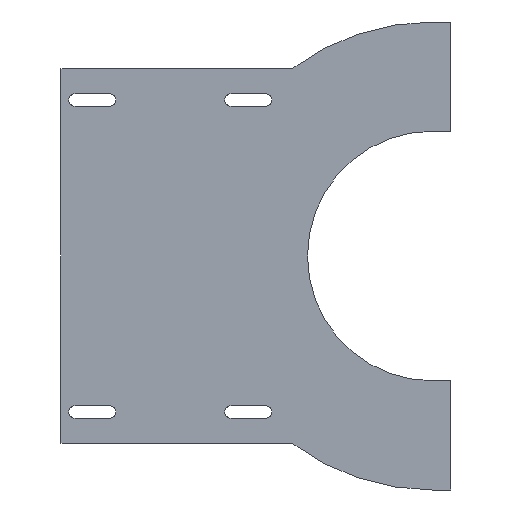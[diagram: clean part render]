
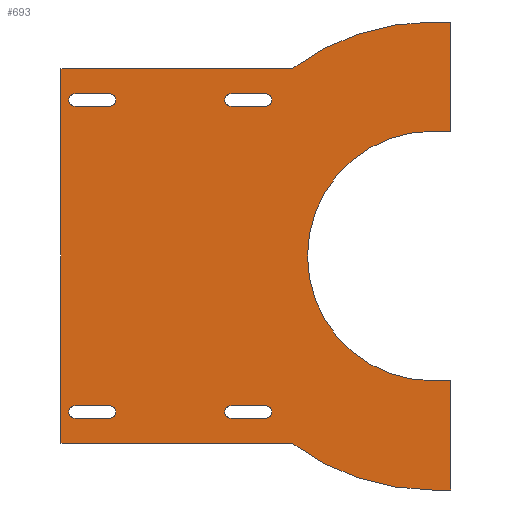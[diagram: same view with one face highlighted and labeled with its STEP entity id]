
A CAD part, left-side view. The second image highlights one B-rep face of the part: STEP entity #693.
In plain terms, the highlighted planar face has unit normal (-1, 0, 0).
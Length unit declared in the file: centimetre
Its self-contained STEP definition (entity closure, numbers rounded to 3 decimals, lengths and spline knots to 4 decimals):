
#210=VERTEX_POINT('',#2235);
#211=VERTEX_POINT('',#2237);
#213=VERTEX_POINT('',#2243);
#215=VERTEX_POINT('',#2249);
#218=VERTEX_POINT('',#2259);
#219=VERTEX_POINT('',#2261);
#221=VERTEX_POINT('',#2267);
#223=VERTEX_POINT('',#2273);
#226=VERTEX_POINT('',#2283);
#227=VERTEX_POINT('',#2285);
#229=VERTEX_POINT('',#2291);
#231=VERTEX_POINT('',#2297);
#234=VERTEX_POINT('',#2307);
#235=VERTEX_POINT('',#2309);
#237=VERTEX_POINT('',#2315);
#239=VERTEX_POINT('',#2321);
#252=VERTEX_POINT('',#2352);
#253=VERTEX_POINT('',#2353);
#254=VERTEX_POINT('',#2355);
#255=VERTEX_POINT('',#2357);
#256=VERTEX_POINT('',#2359);
#257=VERTEX_POINT('',#2361);
#258=VERTEX_POINT('',#2363);
#259=VERTEX_POINT('',#2365);
#260=VERTEX_POINT('',#2367);
#261=VERTEX_POINT('',#2369);
#262=VERTEX_POINT('',#2370);
#263=VERTEX_POINT('',#2372);
#278=EDGE_CURVE('',#211,#210,#769,.T.);
#281=EDGE_CURVE('',#213,#211,#1221,.T.);
#284=EDGE_CURVE('',#215,#213,#771,.T.);
#287=EDGE_CURVE('',#210,#215,#1225,.T.);
#290=EDGE_CURVE('',#219,#218,#773,.T.);
#293=EDGE_CURVE('',#221,#219,#1229,.T.);
#296=EDGE_CURVE('',#223,#221,#775,.T.);
#299=EDGE_CURVE('',#218,#223,#1233,.T.);
#302=EDGE_CURVE('',#227,#226,#777,.T.);
#305=EDGE_CURVE('',#229,#227,#1237,.T.);
#308=EDGE_CURVE('',#231,#229,#779,.T.);
#311=EDGE_CURVE('',#226,#231,#1241,.T.);
#314=EDGE_CURVE('',#235,#234,#781,.T.);
#317=EDGE_CURVE('',#237,#235,#1245,.T.);
#320=EDGE_CURVE('',#239,#237,#783,.T.);
#323=EDGE_CURVE('',#234,#239,#1249,.T.);
#336=EDGE_CURVE('',#252,#253,#1258,.T.);
#337=EDGE_CURVE('',#253,#254,#1259,.T.);
#338=EDGE_CURVE('',#254,#255,#1260,.T.);
#339=EDGE_CURVE('',#255,#256,#787,.T.);
#340=EDGE_CURVE('',#256,#257,#1261,.T.);
#341=EDGE_CURVE('',#258,#257,#1262,.T.);
#342=EDGE_CURVE('',#258,#259,#1263,.T.);
#343=EDGE_CURVE('',#259,#260,#788,.T.);
#344=EDGE_CURVE('',#261,#260,#1264,.T.);
#345=EDGE_CURVE('',#261,#262,#1259,.T.);
#346=EDGE_CURVE('',#262,#263,#1265,.T.);
#347=EDGE_CURVE('',#263,#252,#789,.T.);
#468=ORIENTED_EDGE('',*,*,#336,.T.);
#469=ORIENTED_EDGE('',*,*,#337,.T.);
#470=ORIENTED_EDGE('',*,*,#338,.T.);
#471=ORIENTED_EDGE('',*,*,#339,.T.);
#472=ORIENTED_EDGE('',*,*,#340,.T.);
#473=ORIENTED_EDGE('',*,*,#341,.F.);
#474=ORIENTED_EDGE('',*,*,#342,.T.);
#475=ORIENTED_EDGE('',*,*,#343,.T.);
#476=ORIENTED_EDGE('',*,*,#344,.F.);
#477=ORIENTED_EDGE('',*,*,#345,.T.);
#478=ORIENTED_EDGE('',*,*,#346,.T.);
#479=ORIENTED_EDGE('',*,*,#347,.T.);
#480=ORIENTED_EDGE('',*,*,#320,.T.);
#481=ORIENTED_EDGE('',*,*,#317,.T.);
#482=ORIENTED_EDGE('',*,*,#314,.T.);
#483=ORIENTED_EDGE('',*,*,#323,.T.);
#484=ORIENTED_EDGE('',*,*,#308,.T.);
#485=ORIENTED_EDGE('',*,*,#305,.T.);
#486=ORIENTED_EDGE('',*,*,#302,.T.);
#487=ORIENTED_EDGE('',*,*,#311,.T.);
#488=ORIENTED_EDGE('',*,*,#296,.T.);
#489=ORIENTED_EDGE('',*,*,#293,.T.);
#490=ORIENTED_EDGE('',*,*,#290,.T.);
#491=ORIENTED_EDGE('',*,*,#299,.T.);
#492=ORIENTED_EDGE('',*,*,#284,.T.);
#493=ORIENTED_EDGE('',*,*,#281,.T.);
#494=ORIENTED_EDGE('',*,*,#278,.T.);
#495=ORIENTED_EDGE('',*,*,#287,.T.);
#597=EDGE_LOOP('',(#468,#469,#470,#471,#472,#473,#474,#475,#476,#477,#478,
#479));
#598=EDGE_LOOP('',(#480,#481,#482,#483));
#599=EDGE_LOOP('',(#484,#485,#486,#487));
#600=EDGE_LOOP('',(#488,#489,#490,#491));
#601=EDGE_LOOP('',(#492,#493,#494,#495));
#647=FACE_BOUND('',#597,.T.);
#648=FACE_BOUND('',#598,.T.);
#649=FACE_BOUND('',#599,.T.);
#650=FACE_BOUND('',#600,.T.);
#651=FACE_BOUND('',#601,.T.);
#693=ADVANCED_FACE('',(#647,#648,#649,#650,#651),#1899,.T.);
#769=CIRCLE('',#1673,0.2);
#771=CIRCLE('',#1677,0.2);
#773=CIRCLE('',#1681,0.2);
#775=CIRCLE('',#1685,0.2);
#777=CIRCLE('',#1689,0.2);
#779=CIRCLE('',#1693,0.2);
#781=CIRCLE('',#1697,0.2);
#783=CIRCLE('',#1701,0.2);
#787=CIRCLE('',#1708,7.5);
#788=CIRCLE('',#1709,7.5);
#789=CIRCLE('',#1710,4.);
#1221=LINE('',#2242,#1816);
#1225=LINE('',#2253,#1820);
#1229=LINE('',#2266,#1824);
#1233=LINE('',#2277,#1828);
#1237=LINE('',#2290,#1832);
#1241=LINE('',#2301,#1836);
#1245=LINE('',#2314,#1840);
#1249=LINE('',#2325,#1844);
#1258=LINE('',#2351,#1853);
#1259=LINE('',#2354,#1854);
#1260=LINE('',#2356,#1855);
#1261=LINE('',#2360,#1856);
#1262=LINE('',#2362,#1857);
#1263=LINE('',#2364,#1858);
#1264=LINE('',#2368,#1859);
#1265=LINE('',#2371,#1860);
#1673=AXIS2_PLACEMENT_3D('',#2236,#2526,#2527);
#1677=AXIS2_PLACEMENT_3D('',#2248,#2537,#2538);
#1681=AXIS2_PLACEMENT_3D('',#2260,#2548,#2549);
#1685=AXIS2_PLACEMENT_3D('',#2272,#2559,#2560);
#1689=AXIS2_PLACEMENT_3D('',#2284,#2570,#2571);
#1693=AXIS2_PLACEMENT_3D('',#2296,#2581,#2582);
#1697=AXIS2_PLACEMENT_3D('',#2308,#2592,#2593);
#1701=AXIS2_PLACEMENT_3D('',#2320,#2603,#2604);
#1707=AXIS2_PLACEMENT_3D('',#2350,#2624,$);
#1708=AXIS2_PLACEMENT_3D('',#2358,#2628,#2629);
#1709=AXIS2_PLACEMENT_3D('',#2366,#2633,#2634);
#1710=AXIS2_PLACEMENT_3D('',#2373,#2637,#2638);
#1816=VECTOR('',#2531,1.);
#1820=VECTOR('',#2542,1.);
#1824=VECTOR('',#2553,1.);
#1828=VECTOR('',#2564,1.);
#1832=VECTOR('',#2575,1.);
#1836=VECTOR('',#2586,1.);
#1840=VECTOR('',#2597,1.);
#1844=VECTOR('',#2608,1.);
#1853=VECTOR('',#2625,1.);
#1854=VECTOR('',#2626,1.);
#1855=VECTOR('',#2627,1.);
#1856=VECTOR('',#2630,1.);
#1857=VECTOR('',#2631,1.);
#1858=VECTOR('',#2632,1.);
#1859=VECTOR('',#2635,1.);
#1860=VECTOR('',#2636,1.);
#1899=PLANE('',#1707);
#2235=CARTESIAN_POINT('',(0.,10.95,-5.2));
#2236=CARTESIAN_POINT('',(0.,10.95,-5.));
#2237=CARTESIAN_POINT('',(0.,10.95,-4.8));
#2242=CARTESIAN_POINT('',(0.,8.875,-4.8));
#2243=CARTESIAN_POINT('',(0.,12.05,-4.8));
#2248=CARTESIAN_POINT('',(0.,12.05,-5.));
#2249=CARTESIAN_POINT('',(0.,12.05,-5.2));
#2253=CARTESIAN_POINT('',(0.,8.875,-5.2));
#2259=CARTESIAN_POINT('',(0.,5.95,4.8));
#2260=CARTESIAN_POINT('',(0.,5.95,5.));
#2261=CARTESIAN_POINT('',(0.,5.95,5.2));
#2266=CARTESIAN_POINT('',(0.,6.375,5.2));
#2267=CARTESIAN_POINT('',(0.,7.05,5.2));
#2272=CARTESIAN_POINT('',(0.,7.05,5.));
#2273=CARTESIAN_POINT('',(0.,7.05,4.8));
#2277=CARTESIAN_POINT('',(0.,6.375,4.8));
#2283=CARTESIAN_POINT('',(0.,10.95,4.8));
#2284=CARTESIAN_POINT('',(0.,10.95,5.));
#2285=CARTESIAN_POINT('',(0.,10.95,5.2));
#2290=CARTESIAN_POINT('',(0.,8.875,5.2));
#2291=CARTESIAN_POINT('',(0.,12.05,5.2));
#2296=CARTESIAN_POINT('',(0.,12.05,5.));
#2297=CARTESIAN_POINT('',(0.,12.05,4.8));
#2301=CARTESIAN_POINT('',(0.,8.875,4.8));
#2307=CARTESIAN_POINT('',(0.,5.95,-5.2));
#2308=CARTESIAN_POINT('',(0.,5.95,-5.));
#2309=CARTESIAN_POINT('',(0.,5.95,-4.8));
#2314=CARTESIAN_POINT('',(0.,6.375,-4.8));
#2315=CARTESIAN_POINT('',(0.,7.05,-4.8));
#2320=CARTESIAN_POINT('',(0.,7.05,-5.));
#2321=CARTESIAN_POINT('',(0.,7.05,-5.2));
#2325=CARTESIAN_POINT('',(0.,6.375,-5.2));
#2350=CARTESIAN_POINT('',(0.,6.25,-7.5));
#2351=CARTESIAN_POINT('',(0.,2.3341,4.));
#2352=CARTESIAN_POINT('',(0.,0.6,4.));
#2353=CARTESIAN_POINT('',(0.,0.,4.));
#2354=CARTESIAN_POINT('',(0.,0.,-7.5));
#2355=CARTESIAN_POINT('',(0.,0.,7.5));
#2356=CARTESIAN_POINT('',(0.,0.,7.5));
#2357=CARTESIAN_POINT('',(0.,0.6,7.5));
#2358=CARTESIAN_POINT('',(0.,0.6,0.));
#2359=CARTESIAN_POINT('',(0.,5.1,6.));
#2360=CARTESIAN_POINT('',(0.,7.7181,6.));
#2361=CARTESIAN_POINT('',(0.,12.5,6.));
#2362=CARTESIAN_POINT('',(0.,12.5,-7.5));
#2363=CARTESIAN_POINT('',(0.,12.5,-6.));
#2364=CARTESIAN_POINT('',(0.,7.7181,-6.));
#2365=CARTESIAN_POINT('',(0.,5.1,-6.));
#2366=CARTESIAN_POINT('',(0.,0.6,0.));
#2367=CARTESIAN_POINT('',(0.,0.6,-7.5));
#2368=CARTESIAN_POINT('',(0.,0.,-7.5));
#2369=CARTESIAN_POINT('',(0.,0.,-7.5));
#2370=CARTESIAN_POINT('',(0.,0.,-4.));
#2371=CARTESIAN_POINT('',(0.,2.3341,-4.));
#2372=CARTESIAN_POINT('',(0.,0.6,-4.));
#2373=CARTESIAN_POINT('',(0.,0.6,0.));
#2526=DIRECTION('',(1.,0.,0.));
#2527=DIRECTION('',(0.,0.,0.2));
#2531=DIRECTION('',(0.,-1.,0.));
#2537=DIRECTION('',(1.,0.,0.));
#2538=DIRECTION('',(0.,0.,0.2));
#2542=DIRECTION('',(0.,1.,0.));
#2548=DIRECTION('',(1.,0.,0.));
#2549=DIRECTION('',(0.,0.,0.2));
#2553=DIRECTION('',(0.,-1.,0.));
#2559=DIRECTION('',(1.,0.,0.));
#2560=DIRECTION('',(0.,0.,0.2));
#2564=DIRECTION('',(0.,1.,0.));
#2570=DIRECTION('',(1.,0.,0.));
#2571=DIRECTION('',(0.,0.,0.2));
#2575=DIRECTION('',(0.,-1.,0.));
#2581=DIRECTION('',(1.,0.,0.));
#2582=DIRECTION('',(0.,0.,0.2));
#2586=DIRECTION('',(0.,1.,0.));
#2592=DIRECTION('',(1.,0.,0.));
#2593=DIRECTION('',(0.,0.,0.2));
#2597=DIRECTION('',(0.,-1.,0.));
#2603=DIRECTION('',(1.,0.,0.));
#2604=DIRECTION('',(0.,0.,0.2));
#2608=DIRECTION('',(0.,1.,0.));
#2624=DIRECTION('',(-1.,0.,0.));
#2625=DIRECTION('',(0.,-1.,0.));
#2626=DIRECTION('',(0.,0.,1.));
#2627=DIRECTION('',(0.,1.,0.));
#2628=DIRECTION('',(-1.,0.,0.));
#2629=DIRECTION('',(0.,0.,7.5));
#2630=DIRECTION('',(0.,1.,0.));
#2631=DIRECTION('',(0.,0.,1.));
#2632=DIRECTION('',(0.,-1.,0.));
#2633=DIRECTION('',(-1.,0.,0.));
#2634=DIRECTION('',(0.,0.,7.5));
#2635=DIRECTION('',(0.,1.,0.));
#2636=DIRECTION('',(0.,1.,0.));
#2637=DIRECTION('',(1.,0.,0.));
#2638=DIRECTION('',(0.,0.,4.));
